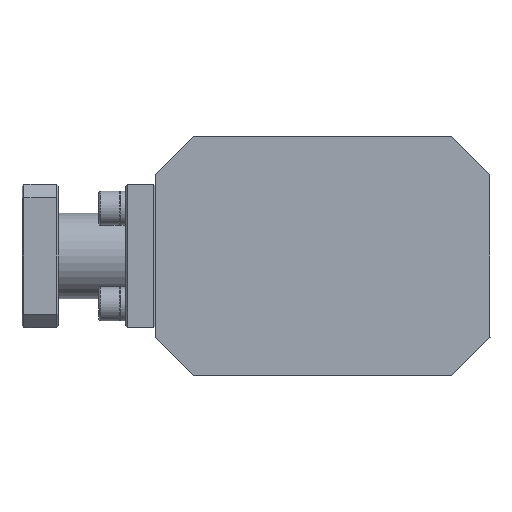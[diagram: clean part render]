
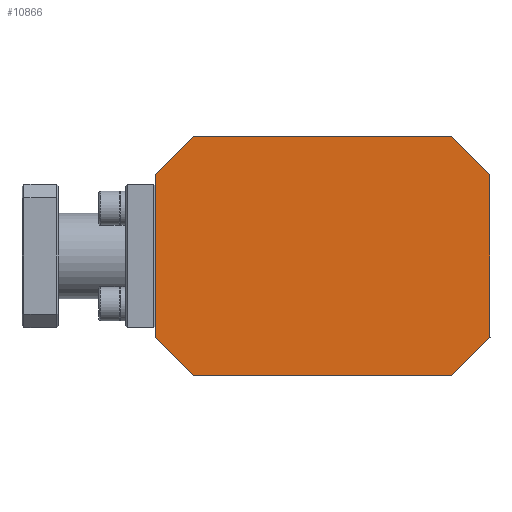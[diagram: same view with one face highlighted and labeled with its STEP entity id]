
A CAD part, front view. The second image highlights one B-rep face of the part: STEP entity #10866.
In plain terms, the highlighted planar face has unit normal (0, -1, 0).
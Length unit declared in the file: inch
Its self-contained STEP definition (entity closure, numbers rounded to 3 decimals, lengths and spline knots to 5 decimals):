
#358 = DIRECTION ( 'NONE',  ( -0.707, 0., -0.707 ) ) ;
#452 = CARTESIAN_POINT ( 'NONE',  ( -0.675, 0., 0.625 ) ) ;
#957 = EDGE_CURVE ( 'NONE', #4941, #21907, #9369, .T. ) ;
#1036 = LINE ( 'NONE', #3811, #4702 ) ;
#1213 = CARTESIAN_POINT ( 'NONE',  ( 0.875, 0., -0.625 ) ) ;
#1301 = DIRECTION ( 'NONE',  ( 0., 1., 0. ) ) ;
#1429 = DIRECTION ( 'NONE',  ( -0.707, 0., 0.707 ) ) ;
#1877 = EDGE_CURVE ( 'NONE', #4941, #21136, #2686, .T. ) ;
#1923 = ORIENTED_EDGE ( 'NONE', *, *, #957, .T. ) ;
#2446 = DIRECTION ( 'NONE',  ( 0., 0., 1. ) ) ;
#2463 = EDGE_CURVE ( 'NONE', #14695, #8400, #4010, .T. ) ;
#2686 = LINE ( 'NONE', #1213, #6639 ) ;
#2887 = EDGE_CURVE ( 'NONE', #8453, #21907, #5828, .T. ) ;
#2996 = CARTESIAN_POINT ( 'NONE',  ( 0., 0., 0. ) ) ;
#3100 = ORIENTED_EDGE ( 'NONE', *, *, #13893, .T. ) ;
#3811 = CARTESIAN_POINT ( 'NONE',  ( -0.675, 0., 0.625 ) ) ;
#4010 = LINE ( 'NONE', #21837, #15731 ) ;
#4415 = EDGE_CURVE ( 'NONE', #14695, #21136, #19306, .T. ) ;
#4702 = VECTOR ( 'NONE', #358, 39.37008 ) ;
#4941 = VERTEX_POINT ( 'NONE', #11073 ) ;
#5012 = ORIENTED_EDGE ( 'NONE', *, *, #1877, .F. ) ;
#5828 = LINE ( 'NONE', #8093, #10915 ) ;
#5885 = VECTOR ( 'NONE', #1429, 39.37008 ) ;
#5954 = EDGE_LOOP ( 'NONE', ( #11123, #20596, #11440, #19731, #5012, #1923, #7309, #3100 ) ) ;
#6354 = EDGE_CURVE ( 'NONE', #15442, #12014, #17375, .T. ) ;
#6563 = DIRECTION ( 'NONE',  ( -1., 0., 0. ) ) ;
#6639 = VECTOR ( 'NONE', #21717, 39.37008 ) ;
#7309 = ORIENTED_EDGE ( 'NONE', *, *, #2887, .F. ) ;
#7797 = CARTESIAN_POINT ( 'NONE',  ( 0.675, 0., 0.625 ) ) ;
#7816 = CARTESIAN_POINT ( 'NONE',  ( -0.875, 0., -0.625 ) ) ;
#8093 = CARTESIAN_POINT ( 'NONE',  ( -0.875, 0., 0.625 ) ) ;
#8400 = VERTEX_POINT ( 'NONE', #13587 ) ;
#8453 = VERTEX_POINT ( 'NONE', #452 ) ;
#9369 = LINE ( 'NONE', #21565, #5885 ) ;
#9775 = VECTOR ( 'NONE', #12884, 39.37008 ) ;
#10866 = ADVANCED_FACE ( 'NONE', ( #15986 ), #12883, .F. ) ;
#10915 = VECTOR ( 'NONE', #11497, 39.37008 ) ;
#11073 = CARTESIAN_POINT ( 'NONE',  ( 0.875, 0., 0.425 ) ) ;
#11123 = ORIENTED_EDGE ( 'NONE', *, *, #6354, .F. ) ;
#11314 = CARTESIAN_POINT ( 'NONE',  ( -0.875, 0., -0.425 ) ) ;
#11440 = ORIENTED_EDGE ( 'NONE', *, *, #2463, .F. ) ;
#11497 = DIRECTION ( 'NONE',  ( 1., 0., 0. ) ) ;
#12014 = VERTEX_POINT ( 'NONE', #19526 ) ;
#12660 = EDGE_CURVE ( 'NONE', #15442, #8400, #18287, .T. ) ;
#12883 = PLANE ( 'NONE',  #15930 ) ;
#12884 = DIRECTION ( 'NONE',  ( 0.707, 0., 0.707 ) ) ;
#12913 = VECTOR ( 'NONE', #2446, 39.37008 ) ;
#13587 = CARTESIAN_POINT ( 'NONE',  ( -0.675, 0., -0.625 ) ) ;
#13893 = EDGE_CURVE ( 'NONE', #8453, #12014, #1036, .T. ) ;
#14695 = VERTEX_POINT ( 'NONE', #14869 ) ;
#14727 = DIRECTION ( 'NONE',  ( 0., 0., 1. ) ) ;
#14869 = CARTESIAN_POINT ( 'NONE',  ( 0.675, 0., -0.625 ) ) ;
#15442 = VERTEX_POINT ( 'NONE', #11314 ) ;
#15731 = VECTOR ( 'NONE', #6563, 39.37008 ) ;
#15930 = AXIS2_PLACEMENT_3D ( 'NONE', #2996, #1301, #14727 ) ;
#15986 = FACE_OUTER_BOUND ( 'NONE', #5954, .T. ) ;
#16128 = CARTESIAN_POINT ( 'NONE',  ( 0.675, 0., -0.625 ) ) ;
#16180 = VECTOR ( 'NONE', #19922, 39.37008 ) ;
#17375 = LINE ( 'NONE', #7816, #12913 ) ;
#18287 = LINE ( 'NONE', #21695, #16180 ) ;
#18882 = CARTESIAN_POINT ( 'NONE',  ( 0.875, 0., -0.425 ) ) ;
#19306 = LINE ( 'NONE', #16128, #9775 ) ;
#19526 = CARTESIAN_POINT ( 'NONE',  ( -0.875, 0., 0.425 ) ) ;
#19731 = ORIENTED_EDGE ( 'NONE', *, *, #4415, .T. ) ;
#19922 = DIRECTION ( 'NONE',  ( 0.707, 0., -0.707 ) ) ;
#20596 = ORIENTED_EDGE ( 'NONE', *, *, #12660, .T. ) ;
#21136 = VERTEX_POINT ( 'NONE', #18882 ) ;
#21565 = CARTESIAN_POINT ( 'NONE',  ( 0.875, 0., 0.425 ) ) ;
#21695 = CARTESIAN_POINT ( 'NONE',  ( -0.875, 0., -0.425 ) ) ;
#21717 = DIRECTION ( 'NONE',  ( 0., 0., -1. ) ) ;
#21837 = CARTESIAN_POINT ( 'NONE',  ( -0.875, 0., -0.625 ) ) ;
#21907 = VERTEX_POINT ( 'NONE', #7797 ) ;
